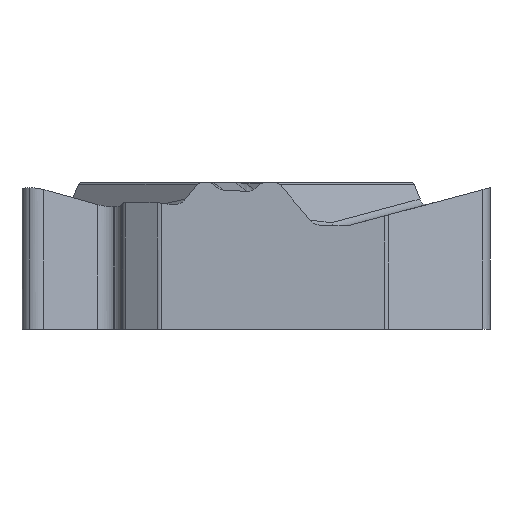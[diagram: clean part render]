
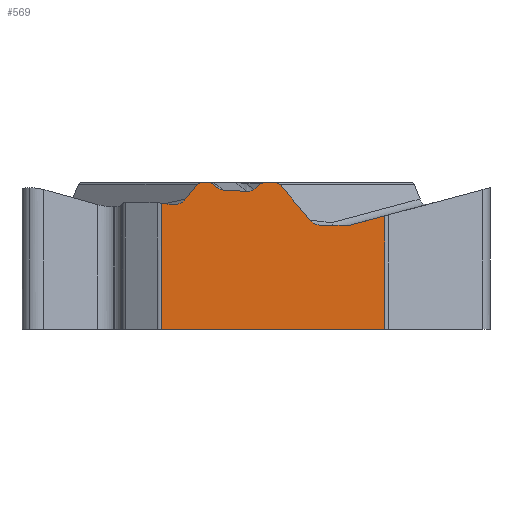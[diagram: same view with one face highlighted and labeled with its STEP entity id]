
A CAD part, left-side view. The second image highlights one B-rep face of the part: STEP entity #569.
In plain terms, the highlighted planar face has unit normal (-1, 0, 0).
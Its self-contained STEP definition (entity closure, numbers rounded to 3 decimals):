
#53=PLANE('',#1936);
#94=FACE_OUTER_BOUND('',#727,.T.);
#190=ELLIPSE('',#1929,0.348,0.33);
#191=ELLIPSE('',#1930,0.404,0.33);
#192=ELLIPSE('',#1931,0.177,0.15);
#193=ELLIPSE('',#1932,0.167,0.15);
#194=ELLIPSE('',#1933,0.15,0.15);
#195=ELLIPSE('',#1934,0.17,0.15);
#196=ELLIPSE('',#1935,0.397,0.33);
#232=LINE('',#3115,#397);
#233=LINE('',#3118,#398);
#234=LINE('',#3120,#399);
#235=LINE('',#3124,#400);
#236=LINE('',#3128,#401);
#237=LINE('',#3132,#402);
#238=LINE('',#3136,#403);
#239=LINE('',#3149,#404);
#240=LINE('',#3165,#405);
#241=LINE('',#3169,#406);
#242=LINE('',#3173,#407);
#243=LINE('',#3177,#408);
#244=LINE('',#3179,#409);
#397=VECTOR('',#2123,1.);
#398=VECTOR('',#2124,1.);
#399=VECTOR('',#2125,1.);
#400=VECTOR('',#2128,1.);
#401=VECTOR('',#2131,1.);
#402=VECTOR('',#2134,1.);
#403=VECTOR('',#2137,1.);
#404=VECTOR('',#2138,1.);
#405=VECTOR('',#2139,1.);
#406=VECTOR('',#2142,1.);
#407=VECTOR('',#2145,1.);
#408=VECTOR('',#2148,1.);
#409=VECTOR('',#2149,1.);
#569=ADVANCED_FACE('',(#94),#53,.F.);
#727=EDGE_LOOP('',(#835,#836,#837,#838,#839,#840,#841,#842,#843,#844,#845,
#846,#847,#848,#849,#850,#851,#852,#853,#854,#855,#856));
#835=ORIENTED_EDGE('',*,*,#1555,.F.);
#836=ORIENTED_EDGE('',*,*,#1556,.T.);
#837=ORIENTED_EDGE('',*,*,#1557,.T.);
#838=ORIENTED_EDGE('',*,*,#1558,.T.);
#839=ORIENTED_EDGE('',*,*,#1559,.F.);
#840=ORIENTED_EDGE('',*,*,#1560,.T.);
#841=ORIENTED_EDGE('',*,*,#1561,.T.);
#842=ORIENTED_EDGE('',*,*,#1562,.F.);
#843=ORIENTED_EDGE('',*,*,#1563,.F.);
#844=ORIENTED_EDGE('',*,*,#1564,.F.);
#845=ORIENTED_EDGE('',*,*,#1565,.T.);
#846=ORIENTED_EDGE('',*,*,#1566,.T.);
#847=ORIENTED_EDGE('',*,*,#1567,.T.);
#848=ORIENTED_EDGE('',*,*,#1568,.T.);
#849=ORIENTED_EDGE('',*,*,#1569,.T.);
#850=ORIENTED_EDGE('',*,*,#1570,.F.);
#851=ORIENTED_EDGE('',*,*,#1571,.F.);
#852=ORIENTED_EDGE('',*,*,#1572,.F.);
#853=ORIENTED_EDGE('',*,*,#1573,.T.);
#854=ORIENTED_EDGE('',*,*,#1574,.T.);
#855=ORIENTED_EDGE('',*,*,#1575,.T.);
#856=ORIENTED_EDGE('',*,*,#1576,.T.);
#1379=VERTEX_POINT('',#3116);
#1380=VERTEX_POINT('',#3117);
#1381=VERTEX_POINT('',#3119);
#1382=VERTEX_POINT('',#3121);
#1383=VERTEX_POINT('',#3123);
#1384=VERTEX_POINT('',#3125);
#1385=VERTEX_POINT('',#3127);
#1386=VERTEX_POINT('',#3129);
#1387=VERTEX_POINT('',#3131);
#1388=VERTEX_POINT('',#3133);
#1389=VERTEX_POINT('',#3135);
#1390=VERTEX_POINT('',#3137);
#1391=VERTEX_POINT('',#3148);
#1392=VERTEX_POINT('',#3150);
#1393=VERTEX_POINT('',#3164);
#1394=VERTEX_POINT('',#3166);
#1395=VERTEX_POINT('',#3168);
#1396=VERTEX_POINT('',#3170);
#1397=VERTEX_POINT('',#3172);
#1398=VERTEX_POINT('',#3174);
#1399=VERTEX_POINT('',#3176);
#1400=VERTEX_POINT('',#3178);
#1555=EDGE_CURVE('',#1379,#1380,#232,.T.);
#1556=EDGE_CURVE('',#1379,#1381,#233,.T.);
#1557=EDGE_CURVE('',#1381,#1382,#234,.T.);
#1558=EDGE_CURVE('',#1382,#1383,#190,.T.);
#1559=EDGE_CURVE('',#1384,#1383,#235,.T.);
#1560=EDGE_CURVE('',#1384,#1385,#191,.T.);
#1561=EDGE_CURVE('',#1385,#1386,#236,.T.);
#1562=EDGE_CURVE('',#1387,#1386,#192,.T.);
#1563=EDGE_CURVE('',#1388,#1387,#237,.T.);
#1564=EDGE_CURVE('',#1389,#1388,#193,.T.);
#1565=EDGE_CURVE('',#1389,#1390,#238,.T.);
#1566=EDGE_CURVE('',#1390,#1391,#1886,.T.);
#1567=EDGE_CURVE('',#1391,#1392,#239,.T.);
#1568=EDGE_CURVE('',#1392,#1393,#1887,.T.);
#1569=EDGE_CURVE('',#1393,#1394,#240,.T.);
#1570=EDGE_CURVE('',#1395,#1394,#194,.T.);
#1571=EDGE_CURVE('',#1396,#1395,#241,.T.);
#1572=EDGE_CURVE('',#1397,#1396,#195,.T.);
#1573=EDGE_CURVE('',#1397,#1398,#242,.T.);
#1574=EDGE_CURVE('',#1398,#1399,#196,.T.);
#1575=EDGE_CURVE('',#1399,#1400,#243,.T.);
#1576=EDGE_CURVE('',#1400,#1380,#244,.T.);
#1886=B_SPLINE_CURVE_WITH_KNOTS('',3,(#3138,#3139,#3140,#3141,#3142,#3143,
#3144,#3145,#3146,#3147),.UNSPECIFIED.,.F.,.F.,(4,3,3,4),(0.,0.474,
0.706,1.),.UNSPECIFIED.);
#1887=B_SPLINE_CURVE_WITH_KNOTS('',3,(#3151,#3152,#3153,#3154,#3155,#3156,
#3157,#3158,#3159,#3160,#3161,#3162,#3163),.UNSPECIFIED.,.F.,.F.,(4,3,3,
3,4),(0.,0.25,0.499,0.746,1.),
 .UNSPECIFIED.);
#1929=AXIS2_PLACEMENT_3D('',#3122,#2126,#2127);
#1930=AXIS2_PLACEMENT_3D('',#3126,#2129,#2130);
#1931=AXIS2_PLACEMENT_3D('',#3130,#2132,#2133);
#1932=AXIS2_PLACEMENT_3D('',#3134,#2135,#2136);
#1933=AXIS2_PLACEMENT_3D('',#3167,#2140,#2141);
#1934=AXIS2_PLACEMENT_3D('',#3171,#2143,#2144);
#1935=AXIS2_PLACEMENT_3D('',#3175,#2146,#2147);
#1936=AXIS2_PLACEMENT_3D('',#3180,#2150,#2151);
#2123=DIRECTION('',(0.,1.,0.));
#2124=DIRECTION('',(0.,0.,1.));
#2125=DIRECTION('',(0.,0.966,-0.259));
#2126=DIRECTION('',(1.,0.,0.));
#2127=DIRECTION('',(0.,0.966,-0.259));
#2128=DIRECTION('',(0.,-1.,0.));
#2129=DIRECTION('',(1.,0.,0.));
#2130=DIRECTION('',(0.,0.992,0.124));
#2131=DIRECTION('',(0.,0.651,0.759));
#2132=DIRECTION('',(1.,0.,0.));
#2133=DIRECTION('',(0.,-1.,0.));
#2134=DIRECTION('',(0.,-1.,0.));
#2135=DIRECTION('',(1.,0.,0.));
#2136=DIRECTION('',(0.,1.,0.));
#2137=DIRECTION('',(0.,0.794,-0.608));
#2138=DIRECTION('',(0.,0.999,0.049));
#2139=DIRECTION('',(0.,0.757,0.653));
#2140=DIRECTION('',(1.,0.,0.));
#2141=DIRECTION('',(0.,-1.,0.));
#2142=DIRECTION('',(0.,-1.,0.));
#2143=DIRECTION('',(1.,0.,0.));
#2144=DIRECTION('',(0.,-1.,0.));
#2145=DIRECTION('',(0.,0.635,-0.772));
#2146=DIRECTION('',(1.,0.,0.));
#2147=DIRECTION('',(0.,-0.976,0.217));
#2148=DIRECTION('',(0.,0.991,0.133));
#2149=DIRECTION('',(0.,0.,-1.));
#2150=DIRECTION('',(1.,0.,0.));
#2151=DIRECTION('',(0.,1.,0.));
#3115=CARTESIAN_POINT('',(-4.763,-7.335,-3.97));
#3116=CARTESIAN_POINT('',(-4.762,-3.947,-3.97));
#3117=CARTESIAN_POINT('',(-4.763,2.304,-3.97));
#3118=CARTESIAN_POINT('',(-4.762,-3.947,0.));
#3119=CARTESIAN_POINT('',(-4.762,-3.947,-0.791));
#3120=CARTESIAN_POINT('',(-4.763,6.381,-3.559));
#3121=CARTESIAN_POINT('',(-4.763,-2.991,-1.047));
#3122=CARTESIAN_POINT('',(-4.763,-2.905,-0.729));
#3123=CARTESIAN_POINT('',(-4.763,-2.896,-1.06));
#3124=CARTESIAN_POINT('',(-4.763,7.335,-1.06));
#3125=CARTESIAN_POINT('',(-4.763,-2.21,-1.06));
#3126=CARTESIAN_POINT('',(-4.763,-2.19,-0.729));
#3127=CARTESIAN_POINT('',(-4.763,-1.865,-0.91));
#3128=CARTESIAN_POINT('',(-4.763,2.479,4.16));
#3129=CARTESIAN_POINT('',(-4.763,-1.018,0.078));
#3130=CARTESIAN_POINT('',(-4.763,-0.875,-0.01));
#3131=CARTESIAN_POINT('',(-4.763,-0.875,0.14));
#3132=CARTESIAN_POINT('',(-4.763,7.335,0.14));
#3133=CARTESIAN_POINT('',(-4.763,-0.581,0.14));
#3134=CARTESIAN_POINT('',(-4.763,-0.581,-0.01));
#3135=CARTESIAN_POINT('',(-4.763,-0.473,0.104));
#3136=CARTESIAN_POINT('',(-4.763,4.498,-3.703));
#3137=CARTESIAN_POINT('',(-4.763,-0.283,-0.041));
#3138=CARTESIAN_POINT('',(-4.763,-0.283,-0.041));
#3139=CARTESIAN_POINT('',(-4.763,-0.257,-0.061));
#3140=CARTESIAN_POINT('',(-4.763,-0.226,-0.077));
#3141=CARTESIAN_POINT('',(-4.763,-0.195,-0.087));
#3142=CARTESIAN_POINT('',(-4.763,-0.179,-0.092));
#3143=CARTESIAN_POINT('',(-4.763,-0.163,-0.096));
#3144=CARTESIAN_POINT('',(-4.763,-0.147,-0.098));
#3145=CARTESIAN_POINT('',(-4.763,-0.126,-0.102));
#3146=CARTESIAN_POINT('',(-4.763,-0.105,-0.103));
#3147=CARTESIAN_POINT('',(-4.763,-0.084,-0.102));
#3148=CARTESIAN_POINT('',(-4.763,-0.084,-0.102));
#3149=CARTESIAN_POINT('',(-4.763,-7.313,-0.453));
#3150=CARTESIAN_POINT('',(-4.763,0.563,-0.07));
#3151=CARTESIAN_POINT('',(-4.763,0.563,-0.07));
#3152=CARTESIAN_POINT('',(-4.763,0.581,-0.069));
#3153=CARTESIAN_POINT('',(-4.763,0.599,-0.067));
#3154=CARTESIAN_POINT('',(-4.763,0.617,-0.063));
#3155=CARTESIAN_POINT('',(-4.763,0.634,-0.059));
#3156=CARTESIAN_POINT('',(-4.763,0.652,-0.054));
#3157=CARTESIAN_POINT('',(-4.763,0.668,-0.047));
#3158=CARTESIAN_POINT('',(-4.763,0.685,-0.04));
#3159=CARTESIAN_POINT('',(-4.763,0.701,-0.032));
#3160=CARTESIAN_POINT('',(-4.763,0.717,-0.023));
#3161=CARTESIAN_POINT('',(-4.763,0.732,-0.013));
#3162=CARTESIAN_POINT('',(-4.763,0.747,-0.002));
#3163=CARTESIAN_POINT('',(-4.763,0.761,0.01));
#3164=CARTESIAN_POINT('',(-4.763,0.761,0.01));
#3165=CARTESIAN_POINT('',(-4.763,-3.883,-3.999));
#3166=CARTESIAN_POINT('',(-4.763,0.87,0.104));
#3167=CARTESIAN_POINT('',(-4.763,0.968,-0.01));
#3168=CARTESIAN_POINT('',(-4.763,0.968,0.14));
#3169=CARTESIAN_POINT('',(-4.763,-7.335,0.14));
#3170=CARTESIAN_POINT('',(-4.763,1.166,0.14));
#3171=CARTESIAN_POINT('',(-4.763,1.166,-0.01));
#3172=CARTESIAN_POINT('',(-4.763,1.304,0.078));
#3173=CARTESIAN_POINT('',(-4.763,-2.146,4.27));
#3174=CARTESIAN_POINT('',(-4.763,1.629,-0.317));
#3175=CARTESIAN_POINT('',(-4.763,1.946,-0.141));
#3176=CARTESIAN_POINT('',(-4.763,2.037,-0.471));
#3177=CARTESIAN_POINT('',(-4.763,-7.108,-1.696));
#3178=CARTESIAN_POINT('',(-4.763,2.304,-0.435));
#3179=CARTESIAN_POINT('',(-4.763,2.304,0.));
#3180=CARTESIAN_POINT('',(-4.763,-7.335,0.));
